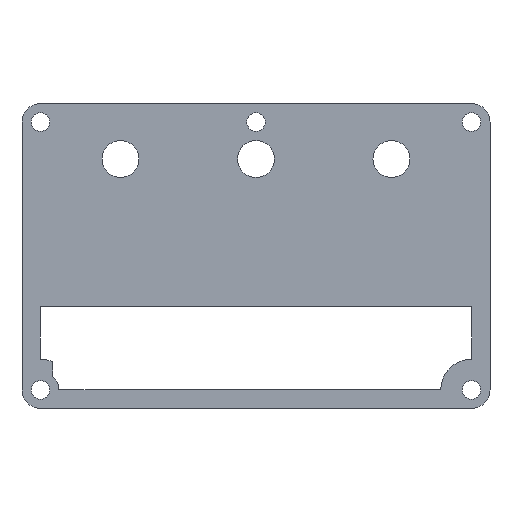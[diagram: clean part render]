
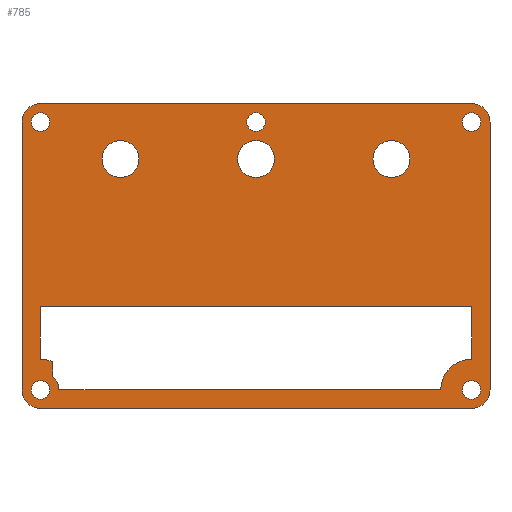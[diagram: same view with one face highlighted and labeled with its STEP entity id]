
A CAD part, front view. The second image highlights one B-rep face of the part: STEP entity #785.
In plain terms, the highlighted planar face has unit normal (0, -1, 0).
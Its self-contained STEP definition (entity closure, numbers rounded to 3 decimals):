
#35=PLANE('',#857);
#45=CIRCLE('',#823,3.);
#63=CIRCLE('',#858,3.);
#64=CIRCLE('',#859,3.);
#65=CIRCLE('',#860,3.);
#66=CIRCLE('',#861,1.5);
#67=CIRCLE('',#862,1.5);
#68=CIRCLE('',#863,1.5);
#69=CIRCLE('',#864,1.5);
#70=CIRCLE('',#865,1.5);
#71=CIRCLE('',#866,5.);
#72=CIRCLE('',#867,5.);
#73=CIRCLE('',#868,3.);
#74=CIRCLE('',#869,3.);
#75=CIRCLE('',#870,3.);
#76=CIRCLE('',#871,3.);
#183=ORIENTED_EDGE('',*,*,#375,.T.);
#184=ORIENTED_EDGE('',*,*,#376,.T.);
#185=ORIENTED_EDGE('',*,*,#377,.T.);
#186=ORIENTED_EDGE('',*,*,#378,.T.);
#187=ORIENTED_EDGE('',*,*,#379,.T.);
#188=ORIENTED_EDGE('',*,*,#380,.T.);
#189=ORIENTED_EDGE('',*,*,#381,.T.);
#190=ORIENTED_EDGE('',*,*,#382,.T.);
#191=ORIENTED_EDGE('',*,*,#294,.T.);
#192=ORIENTED_EDGE('',*,*,#383,.T.);
#193=ORIENTED_EDGE('',*,*,#384,.T.);
#194=ORIENTED_EDGE('',*,*,#329,.T.);
#195=ORIENTED_EDGE('',*,*,#385,.F.);
#196=ORIENTED_EDGE('',*,*,#297,.T.);
#197=ORIENTED_EDGE('',*,*,#386,.F.);
#198=ORIENTED_EDGE('',*,*,#334,.T.);
#199=ORIENTED_EDGE('',*,*,#347,.F.);
#200=ORIENTED_EDGE('',*,*,#387,.T.);
#201=ORIENTED_EDGE('',*,*,#341,.F.);
#202=ORIENTED_EDGE('',*,*,#388,.T.);
#203=ORIENTED_EDGE('',*,*,#339,.F.);
#204=ORIENTED_EDGE('',*,*,#389,.T.);
#205=ORIENTED_EDGE('',*,*,#351,.F.);
#206=ORIENTED_EDGE('',*,*,#390,.T.);
#294=EDGE_CURVE('',#399,#401,#45,.T.);
#297=EDGE_CURVE('',#405,#404,#478,.T.);
#329=EDGE_CURVE('',#430,#432,#505,.T.);
#334=EDGE_CURVE('',#435,#399,#509,.T.);
#339=EDGE_CURVE('',#439,#440,#514,.T.);
#341=EDGE_CURVE('',#441,#442,#516,.T.);
#347=EDGE_CURVE('',#447,#448,#522,.T.);
#351=EDGE_CURVE('',#451,#452,#526,.T.);
#375=EDGE_CURVE('',#465,#465,#63,.T.);
#376=EDGE_CURVE('',#466,#466,#64,.T.);
#377=EDGE_CURVE('',#467,#467,#65,.T.);
#378=EDGE_CURVE('',#468,#468,#66,.T.);
#379=EDGE_CURVE('',#469,#469,#67,.T.);
#380=EDGE_CURVE('',#470,#470,#68,.T.);
#381=EDGE_CURVE('',#471,#471,#69,.T.);
#382=EDGE_CURVE('',#472,#472,#70,.T.);
#383=EDGE_CURVE('',#401,#473,#539,.T.);
#384=EDGE_CURVE('',#473,#430,#71,.T.);
#385=EDGE_CURVE('',#405,#432,#540,.T.);
#386=EDGE_CURVE('',#435,#404,#72,.T.);
#387=EDGE_CURVE('',#447,#442,#73,.F.);
#388=EDGE_CURVE('',#441,#440,#74,.F.);
#389=EDGE_CURVE('',#439,#452,#75,.F.);
#390=EDGE_CURVE('',#451,#448,#76,.F.);
#399=VERTEX_POINT('',#1120);
#401=VERTEX_POINT('',#1124);
#404=VERTEX_POINT('',#1131);
#405=VERTEX_POINT('',#1133);
#430=VERTEX_POINT('',#1194);
#432=VERTEX_POINT('',#1198);
#435=VERTEX_POINT('',#1207);
#439=VERTEX_POINT('',#1219);
#440=VERTEX_POINT('',#1221);
#441=VERTEX_POINT('',#1225);
#442=VERTEX_POINT('',#1226);
#447=VERTEX_POINT('',#1237);
#448=VERTEX_POINT('',#1239);
#451=VERTEX_POINT('',#1246);
#452=VERTEX_POINT('',#1248);
#465=VERTEX_POINT('',#1287);
#466=VERTEX_POINT('',#1289);
#467=VERTEX_POINT('',#1291);
#468=VERTEX_POINT('',#1293);
#469=VERTEX_POINT('',#1295);
#470=VERTEX_POINT('',#1297);
#471=VERTEX_POINT('',#1299);
#472=VERTEX_POINT('',#1301);
#473=VERTEX_POINT('',#1303);
#478=LINE('',#1132,#552);
#505=LINE('',#1199,#579);
#509=LINE('',#1209,#583);
#514=LINE('',#1220,#588);
#516=LINE('',#1224,#590);
#522=LINE('',#1238,#596);
#526=LINE('',#1247,#600);
#539=LINE('',#1302,#613);
#540=LINE('',#1305,#614);
#552=VECTOR('',#908,1000.);
#579=VECTOR('',#959,1000.);
#583=VECTOR('',#969,1000.);
#588=VECTOR('',#978,1000.);
#590=VECTOR('',#982,1000.);
#596=VECTOR('',#990,1000.);
#600=VECTOR('',#996,1000.);
#613=VECTOR('',#1051,1000.);
#614=VECTOR('',#1054,1000.);
#647=EDGE_LOOP('',(#183));
#648=EDGE_LOOP('',(#184));
#649=EDGE_LOOP('',(#185));
#650=EDGE_LOOP('',(#186));
#651=EDGE_LOOP('',(#187));
#652=EDGE_LOOP('',(#188));
#653=EDGE_LOOP('',(#189));
#654=EDGE_LOOP('',(#190));
#655=EDGE_LOOP('',(#191,#192,#193,#194,#195,#196,#197,#198));
#656=EDGE_LOOP('',(#199,#200,#201,#202,#203,#204,#205,#206));
#712=FACE_BOUND('',#647,.T.);
#713=FACE_BOUND('',#648,.T.);
#714=FACE_BOUND('',#649,.T.);
#715=FACE_BOUND('',#650,.T.);
#716=FACE_BOUND('',#651,.T.);
#717=FACE_BOUND('',#652,.T.);
#718=FACE_BOUND('',#653,.T.);
#719=FACE_BOUND('',#654,.T.);
#720=FACE_BOUND('',#655,.T.);
#721=FACE_BOUND('',#656,.T.);
#785=ADVANCED_FACE('',(#712,#713,#714,#715,#716,#717,#718,#719,#720,#721),
#35,.F.);
#823=AXIS2_PLACEMENT_3D('',#1125,#902,#903);
#857=AXIS2_PLACEMENT_3D('',#1285,#1033,#1034);
#858=AXIS2_PLACEMENT_3D('',#1286,#1035,#1036);
#859=AXIS2_PLACEMENT_3D('',#1288,#1037,#1038);
#860=AXIS2_PLACEMENT_3D('',#1290,#1039,#1040);
#861=AXIS2_PLACEMENT_3D('',#1292,#1041,#1042);
#862=AXIS2_PLACEMENT_3D('',#1294,#1043,#1044);
#863=AXIS2_PLACEMENT_3D('',#1296,#1045,#1046);
#864=AXIS2_PLACEMENT_3D('',#1298,#1047,#1048);
#865=AXIS2_PLACEMENT_3D('',#1300,#1049,#1050);
#866=AXIS2_PLACEMENT_3D('',#1304,#1052,#1053);
#867=AXIS2_PLACEMENT_3D('',#1306,#1055,#1056);
#868=AXIS2_PLACEMENT_3D('',#1307,#1057,#1058);
#869=AXIS2_PLACEMENT_3D('',#1308,#1059,#1060);
#870=AXIS2_PLACEMENT_3D('',#1309,#1061,#1062);
#871=AXIS2_PLACEMENT_3D('',#1310,#1063,#1064);
#902=DIRECTION('',(0.,-1.,0.));
#903=DIRECTION('',(0.,0.,-1.));
#908=DIRECTION('',(0.,0.,-1.));
#959=DIRECTION('',(0.,0.,1.));
#969=DIRECTION('',(-1.,0.,0.));
#978=DIRECTION('',(0.,0.,1.));
#982=DIRECTION('',(1.,0.,0.));
#990=DIRECTION('',(0.,0.,-1.));
#996=DIRECTION('',(-1.,0.,0.));
#1033=DIRECTION('',(0.,1.,0.));
#1034=DIRECTION('',(0.,0.,1.));
#1035=DIRECTION('',(0.,1.,0.));
#1036=DIRECTION('',(1.,0.,0.));
#1037=DIRECTION('',(0.,1.,0.));
#1038=DIRECTION('',(1.,0.,0.));
#1039=DIRECTION('',(0.,1.,0.));
#1040=DIRECTION('',(1.,0.,0.));
#1041=DIRECTION('',(0.,1.,0.));
#1042=DIRECTION('',(1.,0.,0.));
#1043=DIRECTION('',(0.,1.,0.));
#1044=DIRECTION('',(1.,0.,0.));
#1045=DIRECTION('',(0.,1.,0.));
#1046=DIRECTION('',(1.,0.,0.));
#1047=DIRECTION('',(0.,1.,0.));
#1048=DIRECTION('',(1.,0.,0.));
#1049=DIRECTION('',(0.,1.,0.));
#1050=DIRECTION('',(1.,0.,0.));
#1051=DIRECTION('',(0.,0.,1.));
#1052=DIRECTION('',(0.,-1.,0.));
#1053=DIRECTION('',(1.,0.,0.));
#1054=DIRECTION('',(-1.,0.,0.));
#1055=DIRECTION('',(0.,1.,0.));
#1056=DIRECTION('',(1.,0.,0.));
#1057=DIRECTION('',(0.,1.,0.));
#1058=DIRECTION('',(0.,0.,1.));
#1059=DIRECTION('',(0.,1.,0.));
#1060=DIRECTION('',(0.,0.,1.));
#1061=DIRECTION('',(0.,1.,0.));
#1062=DIRECTION('',(0.,0.,1.));
#1063=DIRECTION('',(0.,1.,0.));
#1064=DIRECTION('',(0.,0.,1.));
#1120=CARTESIAN_POINT('',(-32.,0.,-5.5));
#1124=CARTESIAN_POINT('',(-33.,0.,-3.264));
#1125=CARTESIAN_POINT('',(-35.,0.,-5.5));
#1131=CARTESIAN_POINT('',(35.,0.,-0.5));
#1132=CARTESIAN_POINT('',(35.,0.,38.));
#1133=CARTESIAN_POINT('',(35.,0.,8.));
#1194=CARTESIAN_POINT('',(-35.,0.,-0.5));
#1198=CARTESIAN_POINT('',(-35.,0.,8.));
#1199=CARTESIAN_POINT('',(-35.,0.,-5.5));
#1207=CARTESIAN_POINT('',(30.,0.,-5.5));
#1209=CARTESIAN_POINT('',(35.,0.,-5.5));
#1219=CARTESIAN_POINT('',(-38.,0.,-5.5));
#1220=CARTESIAN_POINT('',(-38.,0.,-8.5));
#1221=CARTESIAN_POINT('',(-38.,0.,38.));
#1224=CARTESIAN_POINT('',(-38.,0.,41.));
#1225=CARTESIAN_POINT('',(-35.,0.,41.));
#1226=CARTESIAN_POINT('',(35.,0.,41.));
#1237=CARTESIAN_POINT('',(38.,0.,38.));
#1238=CARTESIAN_POINT('',(38.,0.,41.));
#1239=CARTESIAN_POINT('',(38.,0.,-5.5));
#1246=CARTESIAN_POINT('',(35.,0.,-8.5));
#1247=CARTESIAN_POINT('',(38.,0.,-8.5));
#1248=CARTESIAN_POINT('',(-35.,0.,-8.5));
#1285=CARTESIAN_POINT('',(0.,0.,0.));
#1286=CARTESIAN_POINT('',(-22.,0.,32.));
#1287=CARTESIAN_POINT('',(-19.,0.,32.));
#1288=CARTESIAN_POINT('',(0.,0.,32.));
#1289=CARTESIAN_POINT('',(3.,0.,32.));
#1290=CARTESIAN_POINT('',(22.,0.,32.));
#1291=CARTESIAN_POINT('',(25.,0.,32.));
#1292=CARTESIAN_POINT('',(35.,0.,-5.5));
#1293=CARTESIAN_POINT('',(36.5,0.,-5.5));
#1294=CARTESIAN_POINT('',(-35.,0.,-5.5));
#1295=CARTESIAN_POINT('',(-33.5,0.,-5.5));
#1296=CARTESIAN_POINT('',(-35.,0.,38.));
#1297=CARTESIAN_POINT('',(-33.5,0.,38.));
#1298=CARTESIAN_POINT('',(0.,0.,38.));
#1299=CARTESIAN_POINT('',(1.5,0.,38.));
#1300=CARTESIAN_POINT('',(35.,0.,38.));
#1301=CARTESIAN_POINT('',(36.5,0.,38.));
#1302=CARTESIAN_POINT('',(-33.,0.,-3.264));
#1303=CARTESIAN_POINT('',(-33.,0.,-0.917));
#1304=CARTESIAN_POINT('',(-35.,0.,-5.5));
#1305=CARTESIAN_POINT('',(-33.,0.,8.));
#1306=CARTESIAN_POINT('',(35.,0.,-5.5));
#1307=CARTESIAN_POINT('',(35.,0.,38.));
#1308=CARTESIAN_POINT('',(-35.,0.,38.));
#1309=CARTESIAN_POINT('',(-35.,0.,-5.5));
#1310=CARTESIAN_POINT('',(35.,0.,-5.5));
